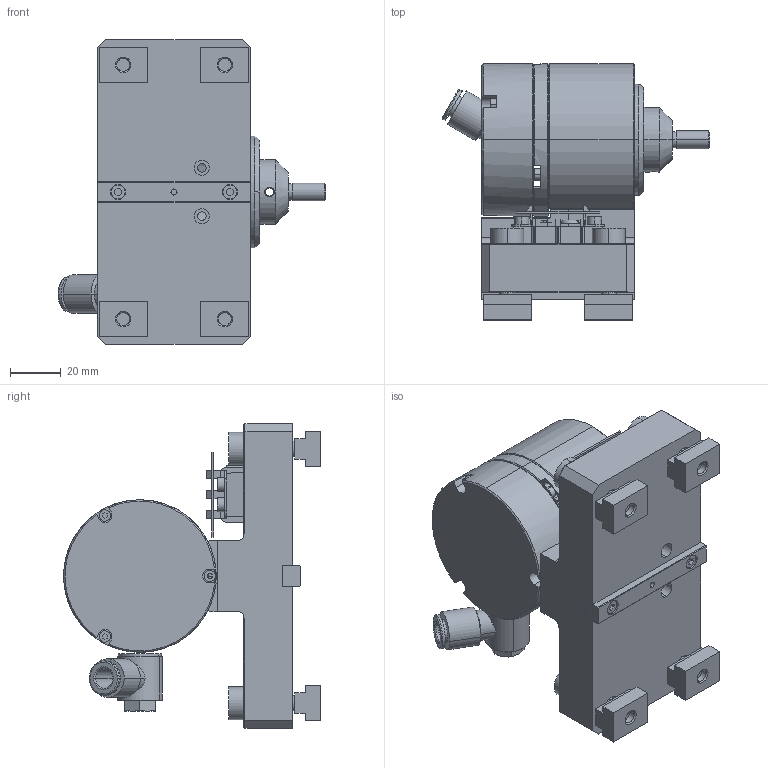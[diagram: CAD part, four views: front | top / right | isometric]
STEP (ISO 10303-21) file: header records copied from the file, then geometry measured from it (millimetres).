
FILE_DESCRIPTION (( 'STEP AP214' ), '1' );
FILE_NAME ('AHB-0.3_D_EF.STEP', '2019-03-25T13:05:12', ( 'magtrol' ), ( '' ), 'SwSTEP 2.0', 'SolidWorks 2018', '' );
FILE_SCHEMA (( 'AUTOMOTIVE_DESIGN' ));
Length unit declared in the file: inch
Products named in the file (1): AHB-0.3_D_EF
Bounding box: 105.31 x 101 x 120 mm (x, y, z)
Surface area: 66708.5 mm2 (no closed solid volume)
Topology: 0 solids, 48 shells, 512 faces, 1682 edges, 1205 vertices
Faces by surface type: plane 279, cylinder 155, cone 68, torus 8, bspline 2
Entity records: 25507 total; most frequent: CARTESIAN_POINT 3909, DIRECTION 3229, ORIENTED_EDGE 2677, EDGE_CURVE 1677, VERTEX_POINT 1205, AXIS2_PLACEMENT_3D 1088, LINE 1053, VECTOR 1053
